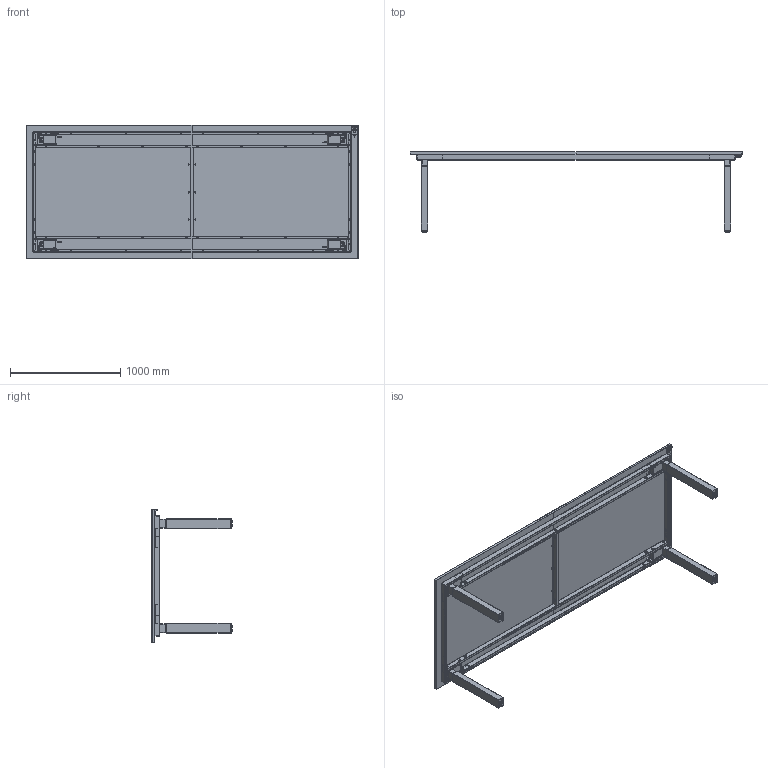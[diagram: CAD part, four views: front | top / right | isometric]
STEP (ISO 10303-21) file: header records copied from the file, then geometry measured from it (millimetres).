
FILE_DESCRIPTION (( 'STEP AP203' ), '1' );
FILE_NAME ('NARROW-WIDE DOWN 3015 - HIGH END by Swedstyle_564001XXG-1.STEP', '2021-03-09T15:33:22', ( '' ), ( '' ), 'SwSTEP 2.0', 'SolidWorks 2019', '' );
FILE_SCHEMA (( 'CONFIG_CONTROL_DESIGN' ));
Length unit declared in the file: millimetre
Products named in the file (3): Skiva inkl. bordskontroll - Narrow-Wide Down 3015 HIGH END; NARROW-WIDE DOWN 3015 - HIGH END by Swedstyle_564001XXG-1; Narrow Wide Down 3015, +50mm, exkl. skiva - HIGH END
Assembly tree (2 placements, depth 2):
  NARROW-WIDE DOWN 3015 - HIGH END by Swedstyle_564001XXG-1
    Narrow Wide Down 3015, +50mm, exkl. skiva - HIGH END
    Skiva inkl. bordskontroll - Narrow-Wide Down 3015 HIGH END
Bounding box: 3015 x 727.6 x 1215.18 mm (x, y, z)
Surface area: 12347412.3 mm2 (no closed solid volume)
Topology: 0 solids, 271 shells, 1423 faces, 6280 edges, 5014 vertices
Faces by surface type: cylinder 657, plane 585, sphere 82, torus 46, cone 45, bspline 8
Entity records: 66303 total; most frequent: CARTESIAN_POINT 14152, DIRECTION 11508, ORIENTED_EDGE 8411, EDGE_CURVE 6256, VERTEX_POINT 5014, AXIS2_PLACEMENT_3D 4090, LINE 3328, VECTOR 3328
